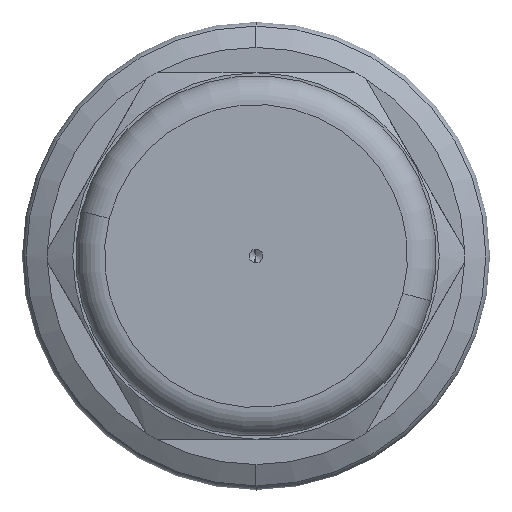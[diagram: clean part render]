
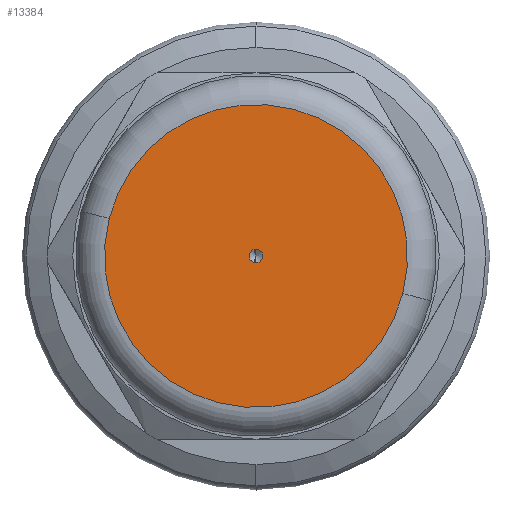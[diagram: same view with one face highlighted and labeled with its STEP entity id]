
A CAD part, left-side view. The second image highlights one B-rep face of the part: STEP entity #13384.
In plain terms, the highlighted planar face has unit normal (-1, 0, 0).
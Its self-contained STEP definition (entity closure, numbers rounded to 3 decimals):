
#1254 = AXIS2_PLACEMENT_3D ( 'NONE', #10422, #2833, #1340 ) ;
#1340 = DIRECTION ( 'NONE',  ( 0., -0.969, -0.248 ) ) ;
#1732 = DIRECTION ( 'NONE',  ( 0., -0.969, -0.248 ) ) ;
#1852 = CARTESIAN_POINT ( 'NONE',  ( -21.4, 0., 0. ) ) ;
#2065 = ORIENTED_EDGE ( 'NONE', *, *, #11015, .T. ) ;
#2143 = DIRECTION ( 'NONE',  ( 1., 0., 0. ) ) ;
#2833 = DIRECTION ( 'NONE',  ( 1., 0., 0. ) ) ;
#2870 = CARTESIAN_POINT ( 'NONE',  ( -21.4, -12.668, -3.239 ) ) ;
#4786 = VERTEX_POINT ( 'NONE', #2870 ) ;
#4890 = CARTESIAN_POINT ( 'NONE',  ( -21.4, 0., 0. ) ) ;
#5121 = VERTEX_POINT ( 'NONE', #19163 ) ;
#5269 = PLANE ( 'NONE',  #7819 ) ;
#6216 = CARTESIAN_POINT ( 'NONE',  ( -21.4, 0., 0. ) ) ;
#6376 = CIRCLE ( 'NONE', #1254, 13.075 ) ;
#6469 = AXIS2_PLACEMENT_3D ( 'NONE', #4890, #2143, #8265 ) ;
#6478 = DIRECTION ( 'NONE',  ( 1., 0., 0. ) ) ;
#6733 = ORIENTED_EDGE ( 'NONE', *, *, #14471, .F. ) ;
#6830 = DIRECTION ( 'NONE',  ( -1., 0., 0. ) ) ;
#7416 = CARTESIAN_POINT ( 'NONE',  ( -21.4, 0.581, 0.149 ) ) ;
#7646 = DIRECTION ( 'NONE',  ( 1., 0., 0. ) ) ;
#7769 = AXIS2_PLACEMENT_3D ( 'NONE', #6216, #7646, #1732 ) ;
#7819 = AXIS2_PLACEMENT_3D ( 'NONE', #15920, #6830, #19348 ) ;
#8265 = DIRECTION ( 'NONE',  ( 0., -0.969, -0.248 ) ) ;
#9374 = DIRECTION ( 'NONE',  ( 0., -0.969, -0.248 ) ) ;
#9440 = CIRCLE ( 'NONE', #7769, 13.075 ) ;
#10422 = CARTESIAN_POINT ( 'NONE',  ( -21.4, 0., 0. ) ) ;
#11015 = EDGE_CURVE ( 'NONE', #12288, #12429, #14569, .T. ) ;
#11420 = CIRCLE ( 'NONE', #15444, 0.6 ) ;
#11615 = ORIENTED_EDGE ( 'NONE', *, *, #14039, .T. ) ;
#11741 = CARTESIAN_POINT ( 'NONE',  ( -21.4, -0.581, -0.149 ) ) ;
#12273 = ORIENTED_EDGE ( 'NONE', *, *, #19329, .F. ) ;
#12288 = VERTEX_POINT ( 'NONE', #11741 ) ;
#12429 = VERTEX_POINT ( 'NONE', #7416 ) ;
#12595 = FACE_BOUND ( 'NONE', #15343, .T. ) ;
#13384 = ADVANCED_FACE ( 'NONE', ( #12595, #14986 ), #5269, .T. ) ;
#14039 = EDGE_CURVE ( 'NONE', #12429, #12288, #11420, .T. ) ;
#14471 = EDGE_CURVE ( 'NONE', #4786, #5121, #6376, .T. ) ;
#14569 = CIRCLE ( 'NONE', #6469, 0.6 ) ;
#14986 = FACE_OUTER_BOUND ( 'NONE', #18705, .T. ) ;
#15343 = EDGE_LOOP ( 'NONE', ( #2065, #11615 ) ) ;
#15444 = AXIS2_PLACEMENT_3D ( 'NONE', #1852, #6478, #9374 ) ;
#15920 = CARTESIAN_POINT ( 'NONE',  ( -21.4, -0.581, -0.149 ) ) ;
#18705 = EDGE_LOOP ( 'NONE', ( #6733, #12273 ) ) ;
#19163 = CARTESIAN_POINT ( 'NONE',  ( -21.4, 12.668, 3.239 ) ) ;
#19329 = EDGE_CURVE ( 'NONE', #5121, #4786, #9440, .T. ) ;
#19348 = DIRECTION ( 'NONE',  ( 0., 0.969, 0.248 ) ) ;
